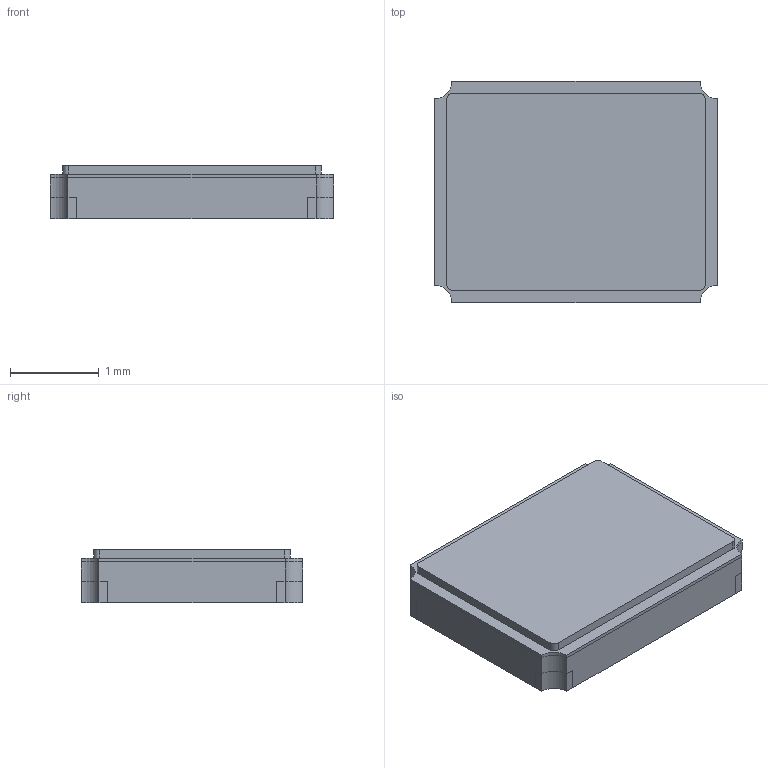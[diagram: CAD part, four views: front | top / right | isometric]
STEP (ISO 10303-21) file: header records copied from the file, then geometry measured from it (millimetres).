
FILE_DESCRIPTION(/* description */ ('STEP AP214','CAx-IF Rec.Pracs.---Representation and Presentation of Product Manufacturing Information (PMI)---4.0---2014-10-13'),/* implementation_level */ '2;1');
FILE_NAME(/* name */ 'CX3225SB16000D0FPLCC v1.step',/* time_stamp */ '2025-03-06T09:06:24+08:00',/* author */ (''),/* organization */ (''),/* preprocessor_version */ 'ST-DEVELOPER v20',/* originating_system */ 'Autodesk Translation Framework v13.20.0.188',/* authorisation */ '');
FILE_SCHEMA (('AP242_MANAGED_MODEL_BASED_3D_ENGINEERING_MIM_LF { 1 0 10303 442 1 1 4 }'));
Length unit declared in the file: millimetre
Products named in the file (2): CX3225SB48000D0FPJC1; CX3225SB48000D0FPJC1 - edit
Assembly tree (1 placements, depth 2):
  CX3225SB48000D0FPJC1
    CX3225SB48000D0FPJC1 - edit
Bounding box: 3.2 x 2.5 x 0.6 mm (x, y, z)
Volume: 4.6 mm3; surface area: 61.3 mm2
Topology: 7 solids, 7 shells, 104 faces, 270 edges, 180 vertices
Faces by surface type: plane 72, cylinder 32
Entity records: 3246 total; most frequent: CARTESIAN_POINT 557, DIRECTION 548, ORIENTED_EDGE 540, EDGE_CURVE 270, LINE 206, VECTOR 206, VERTEX_POINT 180, AXIS2_PLACEMENT_3D 171
